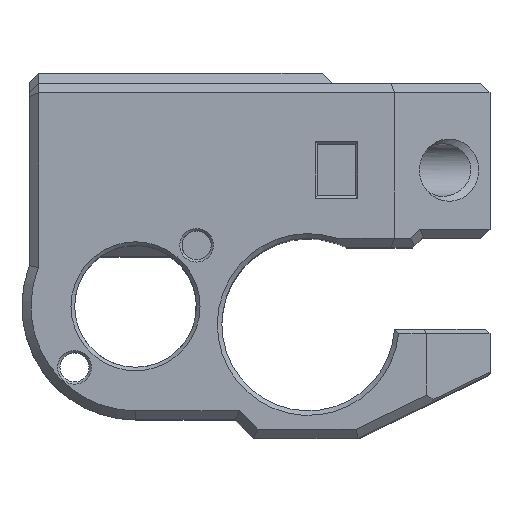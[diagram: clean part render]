
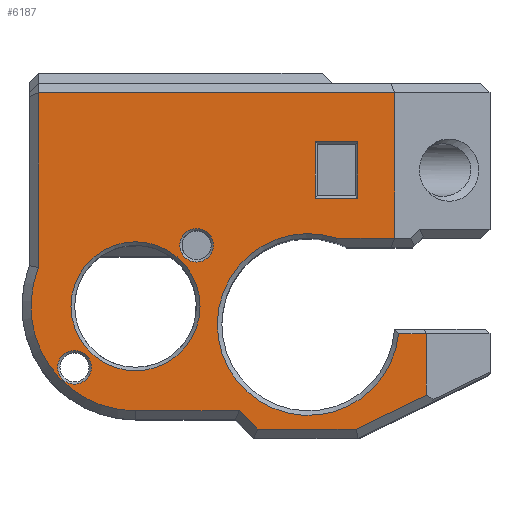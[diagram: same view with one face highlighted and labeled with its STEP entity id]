
A CAD part, top view. The second image highlights one B-rep face of the part: STEP entity #6187.
In plain terms, the highlighted planar face has unit normal (0, 0, 1).
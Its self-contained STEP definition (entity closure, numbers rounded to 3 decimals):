
#81=FACE_BOUND('',#752,.T.);
#82=FACE_BOUND('',#753,.T.);
#83=FACE_BOUND('',#754,.T.);
#84=FACE_BOUND('',#755,.T.);
#246=CIRCLE('',#6541,11.5);
#249=CIRCLE('',#6565,10.);
#250=CIRCLE('',#6566,7.1);
#251=CIRCLE('',#6567,1.85);
#252=CIRCLE('',#6568,1.85);
#391=FACE_OUTER_BOUND('',#751,.T.);
#751=EDGE_LOOP('',(#4302,#4303,#4304,#4305,#4306,#4307,#4308,#4309,#4310,
#4311,#4312,#4313));
#752=EDGE_LOOP('',(#4314,#4315,#4316,#4317));
#753=EDGE_LOOP('',(#4318));
#754=EDGE_LOOP('',(#4319));
#755=EDGE_LOOP('',(#4320));
#1216=LINE('',#8568,#1891);
#1306=LINE('',#8994,#1981);
#1308=LINE('',#8998,#1983);
#1309=LINE('',#9000,#1984);
#1310=LINE('',#9002,#1985);
#1311=LINE('',#9004,#1986);
#1312=LINE('',#9006,#1987);
#1313=LINE('',#9008,#1988);
#1314=LINE('',#9012,#1989);
#1315=LINE('',#9013,#1990);
#1316=LINE('',#9016,#1991);
#1317=LINE('',#9018,#1992);
#1318=LINE('',#9020,#1993);
#1319=LINE('',#9021,#1994);
#1891=VECTOR('',#7026,10.);
#1981=VECTOR('',#7158,1000.);
#1983=VECTOR('',#7162,10.);
#1984=VECTOR('',#7163,1000.);
#1985=VECTOR('',#7164,1000.);
#1986=VECTOR('',#7165,1000.);
#1987=VECTOR('',#7166,1000.);
#1988=VECTOR('',#7167,1000.);
#1989=VECTOR('',#7170,1000.);
#1990=VECTOR('',#7171,1000.);
#1991=VECTOR('',#7172,1000.);
#1992=VECTOR('',#7173,1000.);
#1993=VECTOR('',#7174,1000.);
#1994=VECTOR('',#7175,1000.);
#2561=VERTEX_POINT('',#8554);
#2562=VERTEX_POINT('',#8558);
#2563=VERTEX_POINT('',#8560);
#2676=VERTEX_POINT('',#8993);
#2677=VERTEX_POINT('',#8997);
#2678=VERTEX_POINT('',#8999);
#2679=VERTEX_POINT('',#9001);
#2680=VERTEX_POINT('',#9003);
#2681=VERTEX_POINT('',#9005);
#2682=VERTEX_POINT('',#9007);
#2683=VERTEX_POINT('',#9009);
#2684=VERTEX_POINT('',#9011);
#2685=VERTEX_POINT('',#9014);
#2686=VERTEX_POINT('',#9015);
#2687=VERTEX_POINT('',#9017);
#2688=VERTEX_POINT('',#9019);
#2689=VERTEX_POINT('',#9022);
#2690=VERTEX_POINT('',#9024);
#2691=VERTEX_POINT('',#9026);
#3176=EDGE_CURVE('',#2562,#2563,#246,.T.);
#3179=EDGE_CURVE('',#2563,#2561,#1216,.T.);
#3311=EDGE_CURVE('',#2676,#2561,#1306,.T.);
#3313=EDGE_CURVE('',#2677,#2562,#1308,.T.);
#3314=EDGE_CURVE('',#2677,#2678,#1309,.T.);
#3315=EDGE_CURVE('',#2679,#2678,#1310,.T.);
#3316=EDGE_CURVE('',#2679,#2680,#1311,.T.);
#3317=EDGE_CURVE('',#2680,#2681,#1312,.T.);
#3318=EDGE_CURVE('',#2681,#2682,#1313,.T.);
#3319=EDGE_CURVE('',#2682,#2683,#249,.T.);
#3320=EDGE_CURVE('',#2684,#2683,#1314,.T.);
#3321=EDGE_CURVE('',#2676,#2684,#1315,.T.);
#3322=EDGE_CURVE('',#2685,#2686,#1316,.T.);
#3323=EDGE_CURVE('',#2687,#2686,#1317,.T.);
#3324=EDGE_CURVE('',#2688,#2687,#1318,.T.);
#3325=EDGE_CURVE('',#2685,#2688,#1319,.T.);
#3326=EDGE_CURVE('',#2689,#2689,#250,.T.);
#3327=EDGE_CURVE('',#2690,#2690,#251,.T.);
#3328=EDGE_CURVE('',#2691,#2691,#252,.T.);
#4302=ORIENTED_EDGE('',*,*,#3179,.F.);
#4303=ORIENTED_EDGE('',*,*,#3176,.F.);
#4304=ORIENTED_EDGE('',*,*,#3313,.F.);
#4305=ORIENTED_EDGE('',*,*,#3314,.T.);
#4306=ORIENTED_EDGE('',*,*,#3315,.F.);
#4307=ORIENTED_EDGE('',*,*,#3316,.T.);
#4308=ORIENTED_EDGE('',*,*,#3317,.T.);
#4309=ORIENTED_EDGE('',*,*,#3318,.T.);
#4310=ORIENTED_EDGE('',*,*,#3319,.T.);
#4311=ORIENTED_EDGE('',*,*,#3320,.F.);
#4312=ORIENTED_EDGE('',*,*,#3321,.F.);
#4313=ORIENTED_EDGE('',*,*,#3311,.T.);
#4314=ORIENTED_EDGE('',*,*,#3322,.T.);
#4315=ORIENTED_EDGE('',*,*,#3323,.F.);
#4316=ORIENTED_EDGE('',*,*,#3324,.F.);
#4317=ORIENTED_EDGE('',*,*,#3325,.F.);
#4318=ORIENTED_EDGE('',*,*,#3326,.F.);
#4319=ORIENTED_EDGE('',*,*,#3327,.T.);
#4320=ORIENTED_EDGE('',*,*,#3328,.T.);
#5943=PLANE('',#6564);
#6187=ADVANCED_FACE('',(#391,#81,#82,#83,#84),#5943,.F.);
#6541=AXIS2_PLACEMENT_3D('',#8561,#7021,#7022);
#6564=AXIS2_PLACEMENT_3D('',#8996,#7160,#7161);
#6565=AXIS2_PLACEMENT_3D('',#9010,#7168,#7169);
#6566=AXIS2_PLACEMENT_3D('',#9023,#7176,#7177);
#6567=AXIS2_PLACEMENT_3D('',#9025,#7178,#7179);
#6568=AXIS2_PLACEMENT_3D('',#9027,#7180,#7181);
#7021=DIRECTION('center_axis',(0.,0.,
-1.));
#7022=DIRECTION('ref_axis',(0.,-1.,0.));
#7026=DIRECTION('',(0.,1.,0.));
#7158=DIRECTION('',(-1.,0.,0.));
#7160=DIRECTION('center_axis',(0.,0.,
-1.));
#7161=DIRECTION('ref_axis',(0.,-1.,0.));
#7162=DIRECTION('',(-1.,0.,0.));
#7163=DIRECTION('',(0.707,-0.707,0.));
#7164=DIRECTION('',(-1.,0.,0.));
#7165=DIRECTION('',(0.901,0.435,0.));
#7166=DIRECTION('',(0.,1.,0.));
#7167=DIRECTION('',(-1.,0.,0.));
#7168=DIRECTION('center_axis',(0.,0.,
-1.));
#7169=DIRECTION('ref_axis',(1.,0.,0.));
#7170=DIRECTION('',(-1.,0.,0.));
#7171=DIRECTION('',(0.,-1.,0.));
#7172=DIRECTION('',(0.,-1.,0.));
#7173=DIRECTION('',(1.,0.,0.));
#7174=DIRECTION('',(0.,-1.,0.));
#7175=DIRECTION('',(-1.,0.,0.));
#7176=DIRECTION('center_axis',(0.,0.,
1.));
#7177=DIRECTION('ref_axis',(0.,1.,0.));
#7178=DIRECTION('center_axis',(0.,0.,
-1.));
#7179=DIRECTION('ref_axis',(1.,0.,0.));
#7180=DIRECTION('center_axis',(0.,0.,
-1.));
#7181=DIRECTION('ref_axis',(1.,0.,0.));
#8554=CARTESIAN_POINT('',(177.738,-135.22,-189.635));
#8558=CARTESIAN_POINT('',(188.413,-170.22,-189.635));
#8560=CARTESIAN_POINT('',(177.738,-154.442,-189.635));
#8561=CARTESIAN_POINT('Origin',(188.413,-158.72,-189.635));
#8568=CARTESIAN_POINT('',(177.738,-123.675,-189.635));
#8993=CARTESIAN_POINT('',(216.913,-135.22,-189.635));
#8994=CARTESIAN_POINT('',(259.913,-135.22,-189.635));
#8996=CARTESIAN_POINT('Origin',(259.913,-95.984,-189.635));
#8997=CARTESIAN_POINT('',(199.827,-170.22,-189.635));
#8998=CARTESIAN_POINT('',(261.163,-170.22,-189.635));
#8999=CARTESIAN_POINT('',(201.827,-172.22,-189.635));
#9000=CARTESIAN_POINT('',(204.12,-174.513,-189.635));
#9001=CARTESIAN_POINT('',(212.684,-172.22,-189.635));
#9002=CARTESIAN_POINT('',(259.913,-172.22,-189.635));
#9003=CARTESIAN_POINT('',(220.413,-168.489,-189.635));
#9004=CARTESIAN_POINT('',(280.834,-139.32,-189.635));
#9005=CARTESIAN_POINT('',(220.413,-161.72,-189.635));
#9006=CARTESIAN_POINT('',(220.413,-158.72,-189.635));
#9007=CARTESIAN_POINT('',(217.363,-161.72,-189.635));
#9008=CARTESIAN_POINT('',(259.913,-161.72,-189.635));
#9009=CARTESIAN_POINT('',(210.536,-151.22,-189.635));
#9010=CARTESIAN_POINT('Origin',(207.413,-160.72,-189.635));
#9011=CARTESIAN_POINT('',(216.913,-151.22,-189.635));
#9012=CARTESIAN_POINT('',(211.934,-151.22,-189.635));
#9013=CARTESIAN_POINT('',(216.913,-118.173,-189.635));
#9014=CARTESIAN_POINT('',(212.864,-140.62,-189.635));
#9015=CARTESIAN_POINT('',(212.864,-146.82,-189.635));
#9016=CARTESIAN_POINT('',(212.864,-95.984,-189.635));
#9017=CARTESIAN_POINT('',(208.164,-146.82,-189.635));
#9018=CARTESIAN_POINT('',(212.414,-146.82,-189.635));
#9019=CARTESIAN_POINT('',(208.164,-140.62,-189.635));
#9020=CARTESIAN_POINT('',(208.164,-146.57,-189.635));
#9021=CARTESIAN_POINT('',(208.414,-140.62,-189.635));
#9022=CARTESIAN_POINT('',(188.413,-151.62,-189.635));
#9023=CARTESIAN_POINT('Origin',(188.413,-158.72,-189.635));
#9024=CARTESIAN_POINT('',(195.131,-150.152,-189.635));
#9025=CARTESIAN_POINT('Origin',(195.131,-152.002,-189.635));
#9026=CARTESIAN_POINT('',(181.696,-163.587,-189.635));
#9027=CARTESIAN_POINT('Origin',(181.696,-165.437,-189.635));
